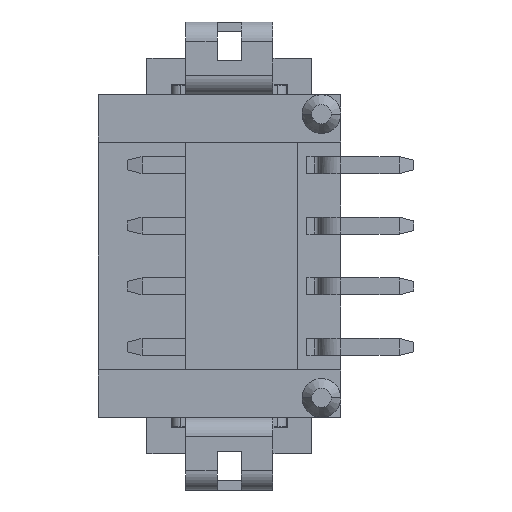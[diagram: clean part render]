
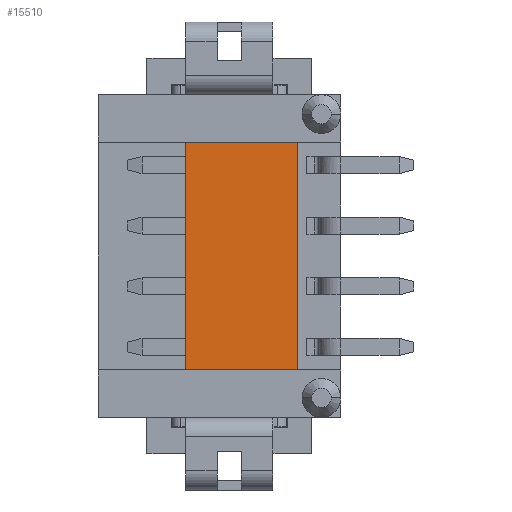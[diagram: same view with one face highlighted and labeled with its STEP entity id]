
A CAD part, left-side view. The second image highlights one B-rep face of the part: STEP entity #15510.
In plain terms, the highlighted planar face has unit normal (-1, 0, 0).
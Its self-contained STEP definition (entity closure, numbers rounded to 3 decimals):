
#12370=CARTESIAN_POINT('',(-2.217,-1.33,12.975));
#12380=VERTEX_POINT('',#12370);
#12410=CARTESIAN_POINT('',(-2.217,0.,12.975));
#12420=DIRECTION('',(0.,1.,0.));
#12430=VECTOR('',#12420,1.);
#12440=LINE('',#12410,#12430);
#12450=CARTESIAN_POINT('',(-2.217,0.97,12.975));
#12460=VERTEX_POINT('',#12450);
#12470=EDGE_CURVE('',#12380,#12460,#12440,.T.);
#15210=CARTESIAN_POINT('',(-2.217,-0.614,7.213
));
#15220=DIRECTION('',(1.,0.,0.));
#15230=DIRECTION('',(0.,-1.,0.));
#15240=AXIS2_PLACEMENT_3D('',#15210,#15220,#15230);
#15250=PLANE('',#15240);
#15260=CARTESIAN_POINT('',(-2.217,0.,8.275));
#15270=DIRECTION('',(0.,1.,0.));
#15280=VECTOR('',#15270,1.);
#15290=LINE('',#15260,#15280);
#15300=CARTESIAN_POINT('',(-2.217,-1.33,8.275));
#15310=VERTEX_POINT('',#15300);
#15320=CARTESIAN_POINT('',(-2.217,0.97,8.275));
#15330=VERTEX_POINT('',#15320);
#15340=EDGE_CURVE('',#15310,#15330,#15290,.T.);
#15350=ORIENTED_EDGE('',*,*,#15340,.F.);
#15360=CARTESIAN_POINT('',(-2.217,0.97,13.125));
#15370=DIRECTION('',(0.,0.,-1.));
#15380=VECTOR('',#15370,1.);
#15390=LINE('',#15360,#15380);
#15400=EDGE_CURVE('',#12460,#15330,#15390,.T.);
#15410=ORIENTED_EDGE('',*,*,#15400,.T.);
#15420=ORIENTED_EDGE('',*,*,#12470,.T.);
#15430=CARTESIAN_POINT('',(-2.217,-1.33,10.625));
#15440=DIRECTION('',(0.,0.,1.));
#15450=VECTOR('',#15440,1.);
#15460=LINE('',#15430,#15450);
#15470=EDGE_CURVE('',#15310,#12380,#15460,.T.);
#15480=ORIENTED_EDGE('',*,*,#15470,.T.);
#15490=EDGE_LOOP('',(#15480,#15420,#15410,#15350));
#15500=FACE_OUTER_BOUND('',#15490,.T.);
#15510=ADVANCED_FACE('',(#15500),#15250,.F.);
